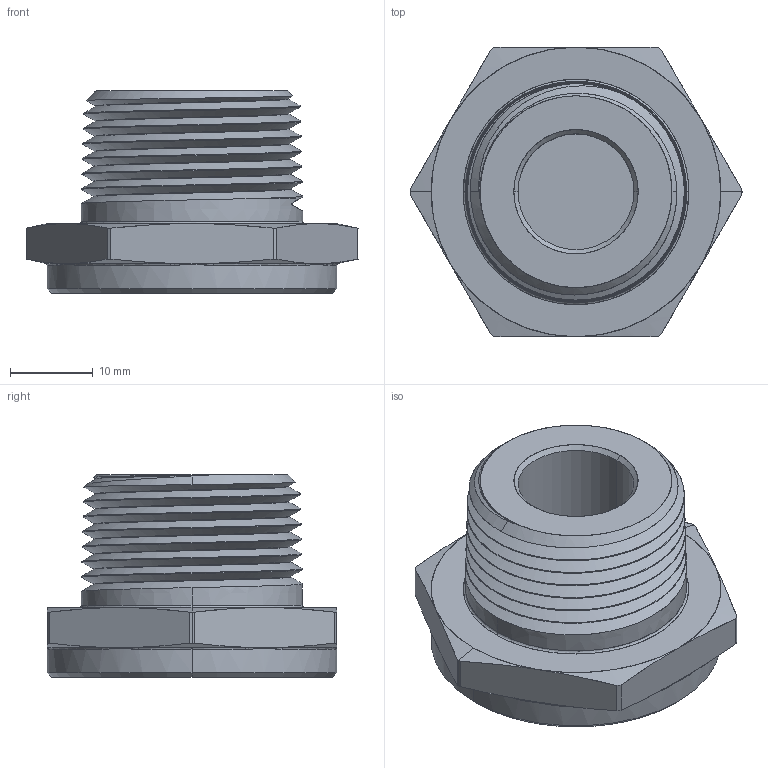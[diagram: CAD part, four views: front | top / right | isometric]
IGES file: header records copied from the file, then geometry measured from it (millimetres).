
Start section: SolidWorks IGES file using analytic representation for surfaces
Global section: file name: 101048.igs; native system: SolidWorks 2012; preprocessor: SolidWorks 2012; author: ernesto; date: 130826.111133; units: inch
Bounding box: 40.02 x 34.92 x 24.38 mm (x, y, z)
Surface area: 6600.6 mm2 (no closed solid volume)
Topology: 0 solids, 0 shells, 88 faces, 2315 edges, 2315 vertices
Faces by surface type: revolution 51, bspline 37
